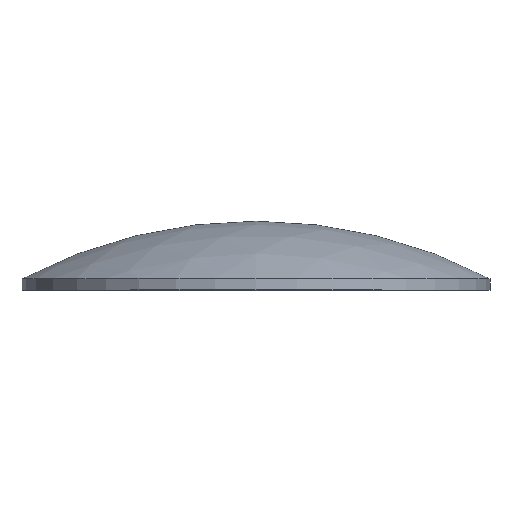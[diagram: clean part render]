
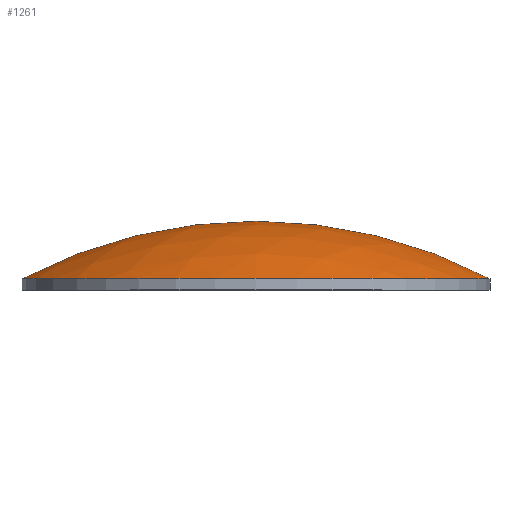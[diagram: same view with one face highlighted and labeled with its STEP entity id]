
A CAD part, top view. The second image highlights one B-rep face of the part: STEP entity #1261.
In plain terms, the highlighted spherical face has radius 109.476 mm.
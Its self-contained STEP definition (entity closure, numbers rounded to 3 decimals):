
#723 = CARTESIAN_POINT ( 'NONE',  ( 50.8, 2.5, 0. ) ) ;
#728 = CIRCLE ( 'NONE', #4524, 109.476 ) ;
#1261 = ADVANCED_FACE ( 'NONE', ( #7993 ), #2685, .T. ) ;
#1782 = ORIENTED_EDGE ( 'NONE', *, *, #2581, .T. ) ;
#1829 = DIRECTION ( 'NONE',  ( 0., -1., 0. ) ) ;
#1960 = CARTESIAN_POINT ( 'NONE',  ( 0., 15., 0. ) ) ;
#2457 = VERTEX_POINT ( 'NONE', #1960 ) ;
#2581 = EDGE_CURVE ( 'NONE', #2457, #6805, #728, .T. ) ;
#2685 = SPHERICAL_SURFACE ( 'NONE', #6419, 109.476 ) ;
#2809 = DIRECTION ( 'NONE',  ( -1., 0., 0. ) ) ;
#3257 = CARTESIAN_POINT ( 'NONE',  ( -50.8, 2.5, 0. ) ) ;
#3649 = CARTESIAN_POINT ( 'NONE',  ( 0., 2.5, 0. ) ) ;
#3850 = DIRECTION ( 'NONE',  ( 0., 0., -1. ) ) ;
#4434 = EDGE_CURVE ( 'NONE', #10898, #6805, #7271, .T. ) ;
#4524 = AXIS2_PLACEMENT_3D ( 'NONE', #4971, #6863, #5008 ) ;
#4533 = DIRECTION ( 'NONE',  ( 1., 0., 0. ) ) ;
#4575 = CARTESIAN_POINT ( 'NONE',  ( 0., -94.476, 0. ) ) ;
#4780 = AXIS2_PLACEMENT_3D ( 'NONE', #8147, #3850, #2809 ) ;
#4971 = CARTESIAN_POINT ( 'NONE',  ( 0., -94.476, 0. ) ) ;
#5008 = DIRECTION ( 'NONE',  ( 1., 0., 0. ) ) ;
#5106 = EDGE_LOOP ( 'NONE', ( #10550, #1782, #6198 ) ) ;
#5193 = EDGE_CURVE ( 'NONE', #2457, #10898, #5419, .T. ) ;
#5419 = CIRCLE ( 'NONE', #4780, 109.476 ) ;
#6198 = ORIENTED_EDGE ( 'NONE', *, *, #4434, .F. ) ;
#6316 = DIRECTION ( 'NONE',  ( 0., 0., 1. ) ) ;
#6419 = AXIS2_PLACEMENT_3D ( 'NONE', #4575, #6316, #4533 ) ;
#6805 = VERTEX_POINT ( 'NONE', #3257 ) ;
#6863 = DIRECTION ( 'NONE',  ( 0., 0., 1. ) ) ;
#7271 = CIRCLE ( 'NONE', #8453, 50.8 ) ;
#7993 = FACE_OUTER_BOUND ( 'NONE', #5106, .T. ) ;
#8147 = CARTESIAN_POINT ( 'NONE',  ( 0., -94.476, 0. ) ) ;
#8453 = AXIS2_PLACEMENT_3D ( 'NONE', #3649, #1829, #9968 ) ;
#9968 = DIRECTION ( 'NONE',  ( 1., 0., 0. ) ) ;
#10550 = ORIENTED_EDGE ( 'NONE', *, *, #5193, .F. ) ;
#10898 = VERTEX_POINT ( 'NONE', #723 ) ;
